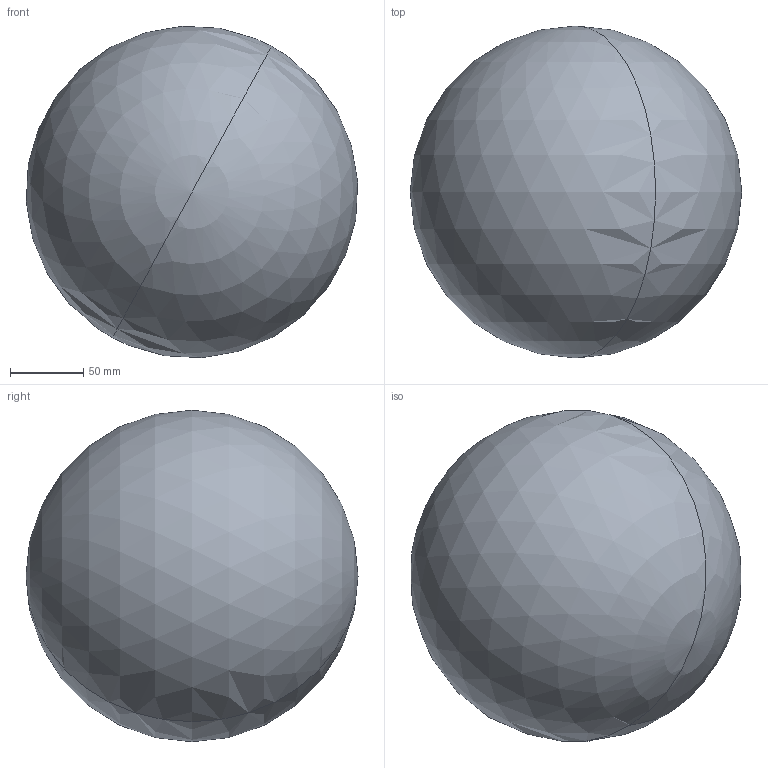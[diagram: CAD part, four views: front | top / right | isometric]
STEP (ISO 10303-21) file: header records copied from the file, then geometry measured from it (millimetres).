
FILE_DESCRIPTION(('CATIA V5 STEP Exchange','CAx-IF Rec.Pracs.--- Model Styling and Organization---1.4--- 2014-01-23','CAx-IF Rec.Pracs.---3D Tessellated Data Validation Properties---0.5---2014-09-14'),'2;1');
FILE_NAME('RUEDA.stp','2025-11-15T16:27:31+00:00',('none'),('none'),'CATIA Version 5-6 Release 2018','CATIA V5 STEP AP242','none');
FILE_SCHEMA(('AP242_MANAGED_MODEL_BASED_3D_ENGINEERING_MIM_LF {1 0 10303 442 1 1 4}'));
Length unit declared in the file: millimetre
Products named in the file (1): RUEDA
Bounding box: 225.58 x 226 x 225.58 mm (x, y, z)
Volume: 6043992.8 mm3; surface area: 160460 mm2
Topology: 1 solids, 1 shells, 2 faces, 6 edges, 2 vertices
Faces by surface type: sphere 2
Entity records: 58 total; most frequent: CARTESIAN_POINT 6, DIRECTION 4, AXIS2_PLACEMENT_3D 4, ORIENTED_EDGE 4, CIRCLE 2, EDGE_CURVE 2, EDGE_LOOP 2, VERTEX_POINT 2
